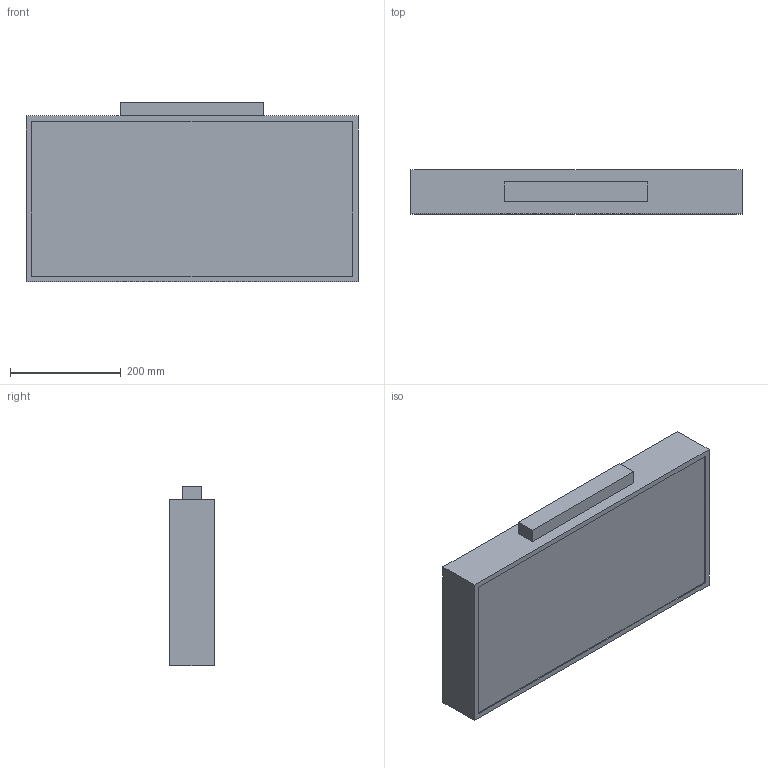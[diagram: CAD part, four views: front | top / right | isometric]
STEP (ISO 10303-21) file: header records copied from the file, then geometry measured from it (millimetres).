
FILE_DESCRIPTION(/* description */ ('Unknown'),/* implementation_level */ '2;1');
FILE_NAME(/* name */ 'SNP 7283 D LED 230V',/* time_stamp */ '2018-09-24T14:57:07+02:00',/* author */ ('Unknown'),/* organization */ ('Unknown'),/* preprocessor_version */ 'ST-DEVELOPER v16.7',/* originating_system */ 'DEX',/* authorisation */ $);
FILE_SCHEMA (('AUTOMOTIVE_DESIGN {1 0 10303 214 3 1 1}'));
Length unit declared in the file: millimetre
Products named in the file (1): SNP 7283 LED 230V
Bounding box: 600 x 80 x 325 mm (x, y, z)
Volume: 13971280 mm3; surface area: 528464 mm2
Topology: 1 solids, 1 shells, 41 faces, 96 edges, 64 vertices
Faces by surface type: plane 41
Entity records: 1180 total; most frequent: CARTESIAN_POINT 202, ORIENTED_EDGE 192, DIRECTION 180, EDGE_CURVE 96, LINE 96, VECTOR 96, VERTEX_POINT 64, EDGE_LOOP 48
